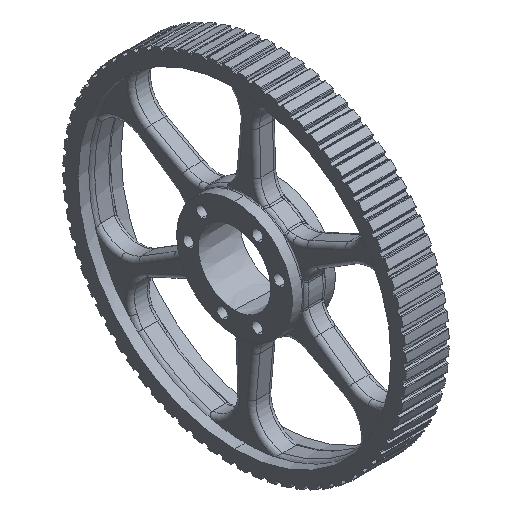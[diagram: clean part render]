
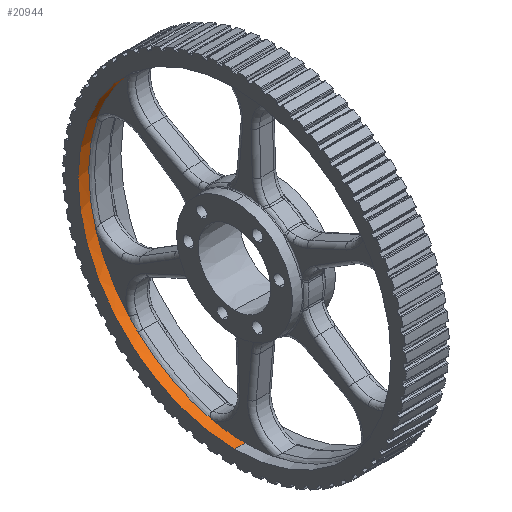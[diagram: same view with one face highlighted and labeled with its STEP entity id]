
A CAD part, isometric view. The second image highlights one B-rep face of the part: STEP entity #20944.
In plain terms, the highlighted cylindrical face has radius 115.824 mm (diameter 231.648 mm), a partial arc.
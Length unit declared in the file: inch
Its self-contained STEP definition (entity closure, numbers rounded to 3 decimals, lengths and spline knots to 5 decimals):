
#166 = DIRECTION ( 'NONE',  ( -1., 0., 0. ) ) ;
#294 = VERTEX_POINT ( 'NONE', #11213 ) ;
#579 = CARTESIAN_POINT ( 'NONE',  ( -0.938, 0., 0. ) ) ;
#658 = EDGE_CURVE ( 'NONE', #9130, #13565, #6299, .T. ) ;
#721 = AXIS2_PLACEMENT_3D ( 'NONE', #3214, #166, #6253 ) ;
#1260 = VERTEX_POINT ( 'NONE', #28563 ) ;
#2024 = AXIS2_PLACEMENT_3D ( 'NONE', #9709, #30608, #12706 ) ;
#2156 = VECTOR ( 'NONE', #17933, 39.37008 ) ;
#3129 = CARTESIAN_POINT ( 'NONE',  ( -0.938, 0., 4.56 ) ) ;
#3214 = CARTESIAN_POINT ( 'NONE',  ( -0.938, 0., 0. ) ) ;
#3630 = DIRECTION ( 'NONE',  ( 0., 0., 1. ) ) ;
#4078 = EDGE_CURVE ( 'NONE', #25406, #1260, #19567, .T. ) ;
#4410 = ORIENTED_EDGE ( 'NONE', *, *, #29153, .F. ) ;
#4441 = EDGE_CURVE ( 'NONE', #11155, #10992, #30340, .T. ) ;
#5141 = AXIS2_PLACEMENT_3D ( 'NONE', #6723, #27605, #9714 ) ;
#5189 = DIRECTION ( 'NONE',  ( -1., 0., 0. ) ) ;
#5369 = CARTESIAN_POINT ( 'NONE',  ( -1.25, 0., -4.56 ) ) ;
#5459 = ORIENTED_EDGE ( 'NONE', *, *, #21524, .F. ) ;
#6253 = DIRECTION ( 'NONE',  ( 0., 0., 1. ) ) ;
#6299 = CIRCLE ( 'NONE', #21226, 4.56 ) ;
#6723 = CARTESIAN_POINT ( 'NONE',  ( -0.938, 0., 0. ) ) ;
#6923 = CARTESIAN_POINT ( 'NONE',  ( -0.938, 0., 0. ) ) ;
#7496 = ORIENTED_EDGE ( 'NONE', *, *, #19301, .F. ) ;
#7602 = DIRECTION ( 'NONE',  ( -1., 0., 0. ) ) ;
#8867 = CIRCLE ( 'NONE', #36079, 4.56 ) ;
#9130 = VERTEX_POINT ( 'NONE', #31046 ) ;
#9709 = CARTESIAN_POINT ( 'NONE',  ( -0.938, 0., 0. ) ) ;
#9714 = DIRECTION ( 'NONE',  ( 0., 0., 1. ) ) ;
#9916 = DIRECTION ( 'NONE',  ( 0., 0., 1. ) ) ;
#10992 = VERTEX_POINT ( 'NONE', #16694 ) ;
#11003 = EDGE_CURVE ( 'NONE', #21897, #13128, #24746, .T. ) ;
#11155 = VERTEX_POINT ( 'NONE', #3129 ) ;
#11213 = CARTESIAN_POINT ( 'NONE',  ( -0.938, 3.39163, -3.04803 ) ) ;
#11269 = DIRECTION ( 'NONE',  ( -1., 0., 0. ) ) ;
#12336 = DIRECTION ( 'NONE',  ( -1., 0., 0. ) ) ;
#12706 = DIRECTION ( 'NONE',  ( 0., 0., 1. ) ) ;
#13128 = VERTEX_POINT ( 'NONE', #5369 ) ;
#13565 = VERTEX_POINT ( 'NONE', #33474 ) ;
#14553 = DIRECTION ( 'NONE',  ( -1., 0., 0. ) ) ;
#15318 = CARTESIAN_POINT ( 'NONE',  ( -0.938, 0., 0. ) ) ;
#16641 = ORIENTED_EDGE ( 'NONE', *, *, #658, .F. ) ;
#16694 = CARTESIAN_POINT ( 'NONE',  ( -0.938, 0.80655, 4.4881 ) ) ;
#16769 = FACE_OUTER_BOUND ( 'NONE', #17260, .T. ) ;
#17031 = CARTESIAN_POINT ( 'NONE',  ( -0.938, 0., -4.56 ) ) ;
#17260 = EDGE_LOOP ( 'NONE', ( #4410, #7496, #16641, #5459, #38567, #21931, #25247, #30546, #36202, #26059, #28223 ) ) ;
#17839 = CIRCLE ( 'NONE', #21122, 4.56 ) ;
#17933 = DIRECTION ( 'NONE',  ( -1., 0., 0. ) ) ;
#18281 = DIRECTION ( 'NONE',  ( 0., 0., 1. ) ) ;
#18697 = CARTESIAN_POINT ( 'NONE',  ( -0.938, 4.29008, 1.54557 ) ) ;
#19301 = EDGE_CURVE ( 'NONE', #13565, #32167, #34188, .T. ) ;
#19567 = CIRCLE ( 'NONE', #2024, 4.56 ) ;
#20771 = AXIS2_PLACEMENT_3D ( 'NONE', #29157, #11269, #32161 ) ;
#20944 = ADVANCED_FACE ( 'NONE', ( #16769 ), #31783, .F. ) ;
#21122 = AXIS2_PLACEMENT_3D ( 'NONE', #30232, #12336, #33220 ) ;
#21226 = AXIS2_PLACEMENT_3D ( 'NONE', #32463, #14553, #35460 ) ;
#21524 = EDGE_CURVE ( 'NONE', #294, #9130, #8867, .T. ) ;
#21525 = DIRECTION ( 'NONE',  ( -1., 0., 0. ) ) ;
#21897 = VERTEX_POINT ( 'NONE', #24275 ) ;
#21918 = EDGE_CURVE ( 'NONE', #32317, #25406, #37852, .T. ) ;
#21931 = ORIENTED_EDGE ( 'NONE', *, *, #4078, .F. ) ;
#24275 = CARTESIAN_POINT ( 'NONE',  ( -1.25, 0., 4.56 ) ) ;
#24321 = CARTESIAN_POINT ( 'NONE',  ( -0.938, 3.39802, 3.0409 ) ) ;
#24410 = EDGE_CURVE ( 'NONE', #1260, #294, #30696, .T. ) ;
#24746 = CIRCLE ( 'NONE', #20771, 4.56 ) ;
#25247 = ORIENTED_EDGE ( 'NONE', *, *, #21918, .F. ) ;
#25406 = VERTEX_POINT ( 'NONE', #18697 ) ;
#25457 = CARTESIAN_POINT ( 'NONE',  ( -0.938, 0., 0. ) ) ;
#26033 = LINE ( 'NONE', #32872, #2156 ) ;
#26059 = ORIENTED_EDGE ( 'NONE', *, *, #33986, .T. ) ;
#27283 = AXIS2_PLACEMENT_3D ( 'NONE', #6923, #27811, #9916 ) ;
#27605 = DIRECTION ( 'NONE',  ( -1., 0., 0. ) ) ;
#27811 = DIRECTION ( 'NONE',  ( -1., 0., 0. ) ) ;
#28223 = ORIENTED_EDGE ( 'NONE', *, *, #11003, .T. ) ;
#28375 = EDGE_CURVE ( 'NONE', #10992, #32317, #17839, .T. ) ;
#28474 = DIRECTION ( 'NONE',  ( 0., 0., 1. ) ) ;
#28563 = CARTESIAN_POINT ( 'NONE',  ( -0.938, 4.3325, -1.42234 ) ) ;
#29044 = VECTOR ( 'NONE', #5189, 39.37008 ) ;
#29153 = EDGE_CURVE ( 'NONE', #32167, #13128, #36977, .T. ) ;
#29157 = CARTESIAN_POINT ( 'NONE',  ( -1.25, 0., 0. ) ) ;
#29365 = AXIS2_PLACEMENT_3D ( 'NONE', #25457, #7602, #28474 ) ;
#30232 = CARTESIAN_POINT ( 'NONE',  ( -0.938, 0., 0. ) ) ;
#30340 = CIRCLE ( 'NONE', #29365, 4.56 ) ;
#30546 = ORIENTED_EDGE ( 'NONE', *, *, #28375, .F. ) ;
#30608 = DIRECTION ( 'NONE',  ( -1., 0., 0. ) ) ;
#30696 = CIRCLE ( 'NONE', #5141, 4.56 ) ;
#31046 = CARTESIAN_POINT ( 'NONE',  ( -0.938, 3.11953, -3.32598 ) ) ;
#31783 = CYLINDRICAL_SURFACE ( 'NONE', #721, 4.56 ) ;
#32161 = DIRECTION ( 'NONE',  ( 0., 0., 1. ) ) ;
#32167 = VERTEX_POINT ( 'NONE', #37929 ) ;
#32317 = VERTEX_POINT ( 'NONE', #24321 ) ;
#32463 = CARTESIAN_POINT ( 'NONE',  ( -0.938, 0., 0. ) ) ;
#32607 = AXIS2_PLACEMENT_3D ( 'NONE', #579, #21525, #3630 ) ;
#32872 = CARTESIAN_POINT ( 'NONE',  ( -0.938, 0., 4.56 ) ) ;
#33220 = DIRECTION ( 'NONE',  ( 0., 0., 1. ) ) ;
#33474 = CARTESIAN_POINT ( 'NONE',  ( -0.938, 0.93446, -4.46322 ) ) ;
#33986 = EDGE_CURVE ( 'NONE', #11155, #21897, #26033, .T. ) ;
#34188 = CIRCLE ( 'NONE', #27283, 4.56 ) ;
#35460 = DIRECTION ( 'NONE',  ( 0., 0., 1. ) ) ;
#36079 = AXIS2_PLACEMENT_3D ( 'NONE', #15318, #36215, #18281 ) ;
#36202 = ORIENTED_EDGE ( 'NONE', *, *, #4441, .F. ) ;
#36215 = DIRECTION ( 'NONE',  ( -1., 0., 0. ) ) ;
#36977 = LINE ( 'NONE', #17031, #29044 ) ;
#37852 = CIRCLE ( 'NONE', #32607, 4.56 ) ;
#37929 = CARTESIAN_POINT ( 'NONE',  ( -0.938, 0., -4.56 ) ) ;
#38567 = ORIENTED_EDGE ( 'NONE', *, *, #24410, .F. ) ;
